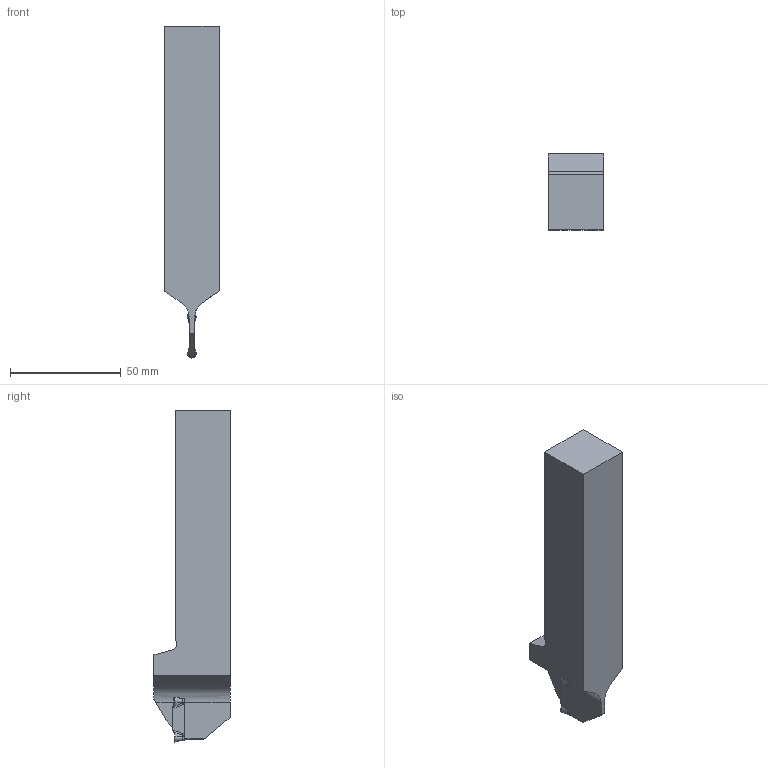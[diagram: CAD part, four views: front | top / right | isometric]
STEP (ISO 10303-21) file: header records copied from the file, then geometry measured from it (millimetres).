
FILE_DESCRIPTION(/* description */ (''),/* implementation_level */ '2;1');
FILE_NAME(/* name */ 'TOOLASSEMBLY_1.STP',/* time_stamp */ '2023-12-22T10:07:51+01:00',/* author */ (''),/* organization */ ('SMS'),/* preprocessor_version */ 'ST-DEVELOPER v16.7',/* originating_system */ 'SIEMENS PLM Software NX 12.0',/* authorisation */ '');
FILE_SCHEMA (('AUTOMOTIVE_DESIGN { 1 0 10303 214 3 1 1 1 }'));
Length unit declared in the file: millimetre
Products named in the file (4): ASSEMBLY_CONSTRUCTION; CUT_20231222100655; NOCUT_20231222100619; TOOLASSEMBLY_1
Assembly tree (3 placements, depth 2):
  TOOLASSEMBLY_1
    NOCUT_20231222100619
    CUT_20231222100655
    ASSEMBLY_CONSTRUCTION
Bounding box: 24.92 x 34.4 x 150 mm (x, y, z)
Volume: 81563.1 mm3; surface area: 15513.1 mm2
Topology: 2 solids, 2 shells, 79 faces, 206 edges, 136 vertices
Faces by surface type: plane 44, extrusion 16, cylinder 11, bspline 6, cone 2
Entity records: 2990 total; most frequent: CARTESIAN_POINT 942, ORIENTED_EDGE 410, DIRECTION 367, EDGE_CURVE 205, VECTOR 145, VERTEX_POINT 130, LINE 129, AXIS2_PLACEMENT_3D 111
